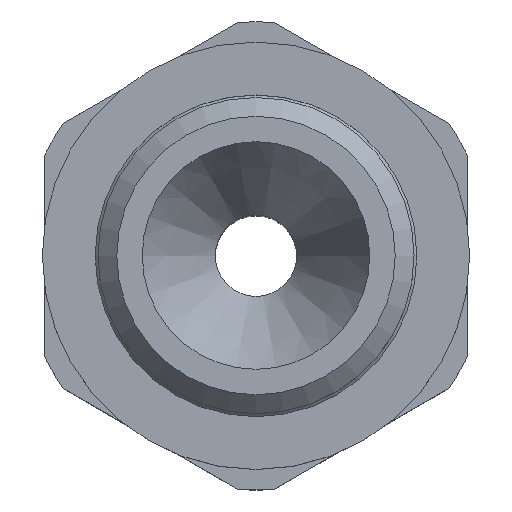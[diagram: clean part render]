
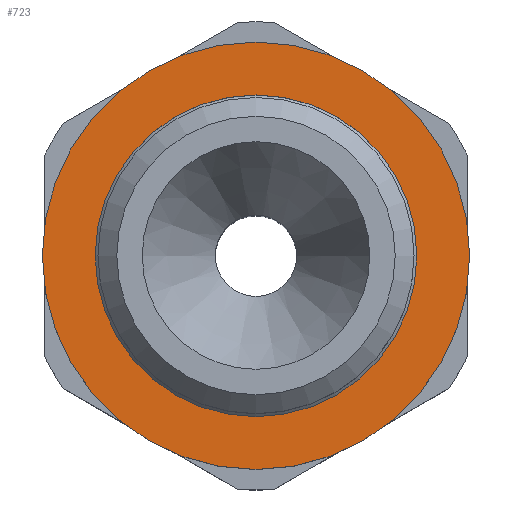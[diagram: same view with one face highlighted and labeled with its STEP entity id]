
A CAD part, top view. The second image highlights one B-rep face of the part: STEP entity #723.
In plain terms, the highlighted planar face has unit normal (0, 0, 1).
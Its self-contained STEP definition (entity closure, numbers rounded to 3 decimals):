
#109=CIRCLE('',#830,4.95);
#110=CIRCLE('',#832,6.575);
#239=ORIENTED_EDGE('',*,*,#376,.T.);
#240=ORIENTED_EDGE('',*,*,#377,.F.);
#376=EDGE_CURVE('',#441,#441,#109,.T.);
#377=EDGE_CURVE('',#442,#442,#110,.T.);
#441=VERTEX_POINT('',#1304);
#442=VERTEX_POINT('',#1307);
#555=EDGE_LOOP('',(#239));
#556=EDGE_LOOP('',(#240));
#639=FACE_BOUND('',#555,.T.);
#640=FACE_BOUND('',#556,.T.);
#678=PLANE('',#834);
#723=ADVANCED_FACE('',(#639,#640),#678,.T.);
#830=AXIS2_PLACEMENT_3D('',#1303,#1039,#1040);
#832=AXIS2_PLACEMENT_3D('',#1306,#1043,#1044);
#834=AXIS2_PLACEMENT_3D('',#1310,#1047,#1048);
#1039=DIRECTION('',(0.,0.,-1.));
#1040=DIRECTION('',(-1.,0.,0.));
#1043=DIRECTION('',(0.,0.,-1.));
#1044=DIRECTION('',(-1.,0.,0.));
#1047=DIRECTION('',(0.,0.,1.));
#1048=DIRECTION('',(1.,0.,0.));
#1303=CARTESIAN_POINT('',(0.,0.,-4.9));
#1304=CARTESIAN_POINT('',(-4.95,0.,-4.9));
#1306=CARTESIAN_POINT('',(0.,0.,-4.9));
#1307=CARTESIAN_POINT('',(-6.575,0.,-4.9));
#1310=CARTESIAN_POINT('',(0.,6.575,-4.9));
